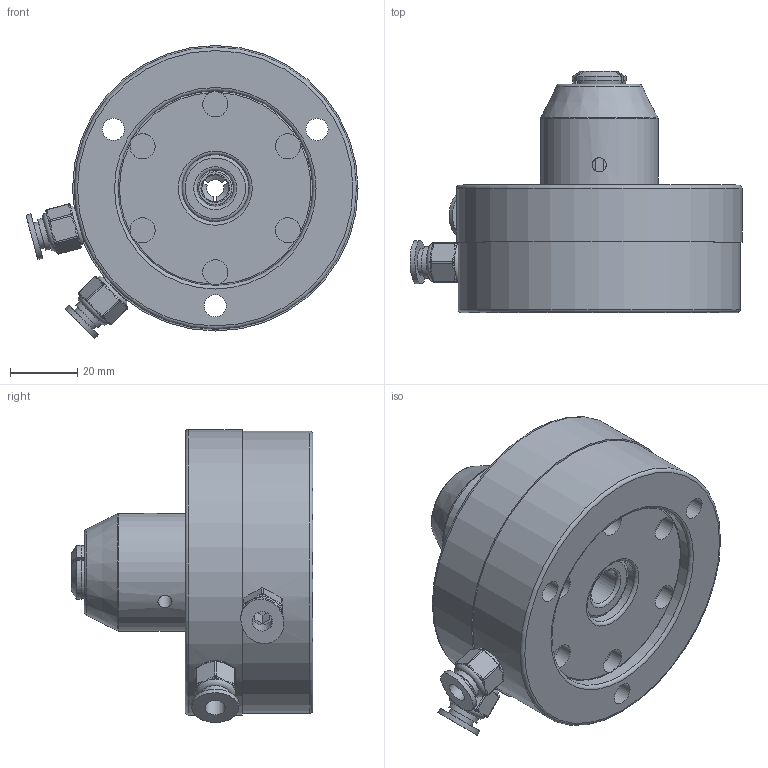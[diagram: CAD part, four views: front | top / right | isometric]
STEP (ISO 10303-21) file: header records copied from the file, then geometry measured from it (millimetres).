
FILE_DESCRIPTION (( 'STEP AP214' ), '1' );
FILE_NAME ('JAS-T8-PL+T8.STEP', '2025-02-22T08:49:42', ( '' ), ( '' ), 'SwSTEP 2.0', 'SolidWorks 2023', '' );
FILE_SCHEMA (( 'AUTOMOTIVE_DESIGN' ));
Length unit declared in the file: millimetre
Products named in the file (3): T8; JAS-T8-PL; JAS-T8-PL+T8
Assembly tree (2 placements, depth 2):
  JAS-T8-PL+T8
    JAS-T8-PL
    T8
Bounding box: 98.84 x 71.92 x 87.22 mm (x, y, z)
Volume: 219384.8 mm3; surface area: 37148.1 mm2
Topology: 2 solids, 2 shells, 386 faces, 1206 edges, 802 vertices
Faces by surface type: cylinder 118, plane 115, bspline 90, sphere 24, cone 21, torus 18
Full cylindrical faces by diameter (mm): 4.2 x3, 6 x2, 6.6 x3, 7.5 x6, 8 x3, 8.5 x1, 9.5 x2, 10.8 x1, 11 x3, 12 x2, 12.5 x1, 20 x1, 22.4 x1, 35 x1, 58 x1, 84 x1, 85 x1
Entity records: 38900 total; most frequent: CARTESIAN_POINT 25341, ORIENTED_EDGE 2126, DIRECTION 1608, EDGE_CURVE 1063, VERTEX_POINT 779, AXIS2_PLACEMENT_3D 626, EDGE_LOOP 500, FACE_OUTER_BOUND 439
